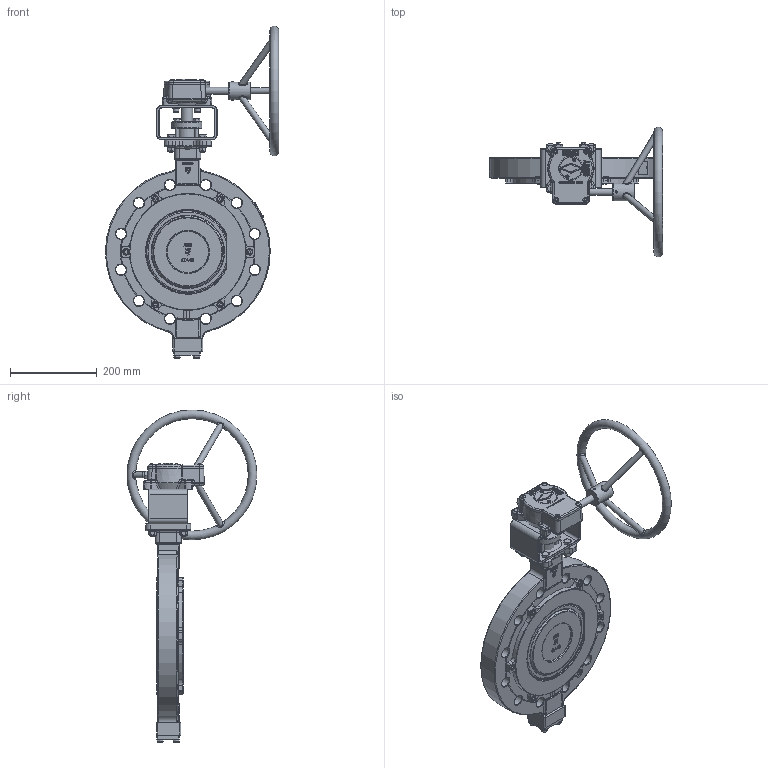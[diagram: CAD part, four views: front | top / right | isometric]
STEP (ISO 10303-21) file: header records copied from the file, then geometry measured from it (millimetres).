
FILE_DESCRIPTION(('HOOPS Exchange Step'),'2;1');
FILE_NAME('AK12_DN200_PN40_Getriebe.stp','2024-11-22T10:50:47+01:00',('nieru'),('Unknown organisation'),'HOOPS Exchange 2024.2','HOOPS Exchange','Unknown authorisation');
FILE_SCHEMA( ('AP203_CONFIGURATION_CONTROLLED_3D_DESIGN_OF_MECHANICAL_PARTS_AND_ASSEMBLIES_MIM_LF') );
Length unit declared in the file: millimetre
Products named in the file (10): 0; root
Assembly tree (9 placements, depth 4):
  root
    0
    0
      0
      0
      0
      0
        0
      0
        0
Bounding box: 400.34 x 300 x 767.4 mm (x, y, z)
Volume: 6068011.6 mm3; surface area: 813545.4 mm2
Topology: 79 solids, 708 shells, 2930 faces, 8627 edges, 6487 vertices
Faces by surface type: bspline 811, plane 782, cylinder 735, cone 300, torus 265, sphere 37
Full cylindrical faces by diameter (mm): 4.2 x2, 6.8 x3, 8 x7, 9 x4, 10 x4, 10.106 x4, 10.5 x4, 11 x4, 12 x4, 13 x13, 14 x3, 14.6 x4, 14.8 x4, 15 x2, 16 x9, 17.15 x1, 18.1 x4, 22 x2, 22.594 x4, 24 x12, 25 x1, 26.689 x1, 35 x1, 40 x1, 41.044 x1, 52 x1, 56 x1, 69.5 x1, 75 x1, 195.6 x1
Entity records: 263401 total; most frequent: CARTESIAN_POINT 188919, ORIENTED_EDGE 14106, DIRECTION 13467, EDGE_CURVE 8550, VERTEX_POINT 6492, AXIS2_PLACEMENT_3D 5412, EDGE_LOOP 3142, FACE_BOUND 3142
